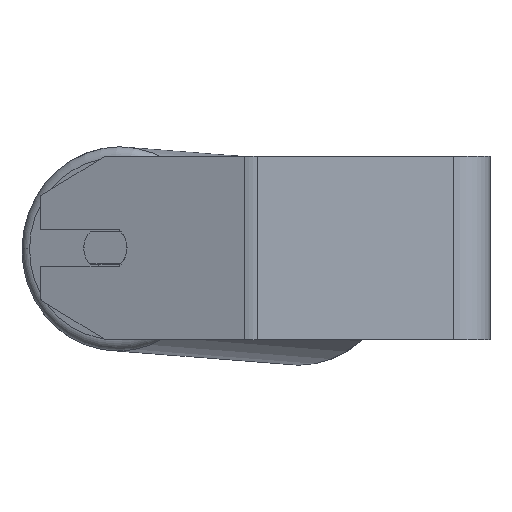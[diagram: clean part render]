
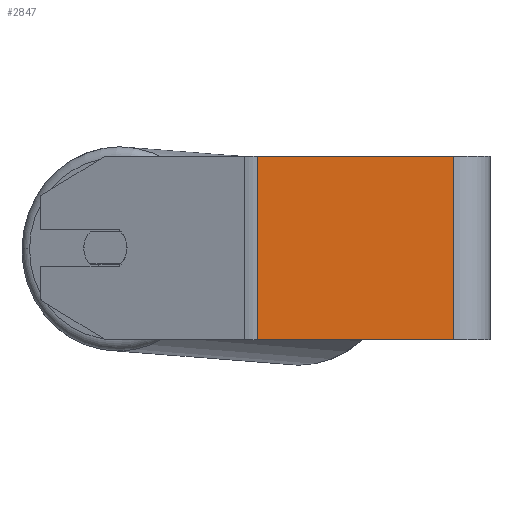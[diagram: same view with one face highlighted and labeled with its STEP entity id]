
A CAD part, left-side view. The second image highlights one B-rep face of the part: STEP entity #2847.
In plain terms, the highlighted planar face has unit normal (-1, 0, 0).
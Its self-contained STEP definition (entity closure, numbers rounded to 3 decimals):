
#330 = EDGE_CURVE ( 'NONE', #493, #4036, #4873, .T. ) ;
#493 = VERTEX_POINT ( 'NONE', #4056 ) ;
#613 = EDGE_LOOP ( 'NONE', ( #6989, #819, #6170, #6907 ) ) ;
#819 = ORIENTED_EDGE ( 'NONE', *, *, #4451, .F. ) ;
#888 = EDGE_CURVE ( 'NONE', #3198, #5606, #6729, .T. ) ;
#1035 = FACE_OUTER_BOUND ( 'NONE', #613, .T. ) ;
#1560 = DIRECTION ( 'NONE',  ( 0., 0., -1. ) ) ;
#1765 = VECTOR ( 'NONE', #1814, 1000. ) ;
#1771 = CARTESIAN_POINT ( 'NONE',  ( -280., 16., 40. ) ) ;
#1814 = DIRECTION ( 'NONE',  ( 0., 0., -1. ) ) ;
#2202 = VECTOR ( 'NONE', #4905, 1000. ) ;
#2394 = EDGE_CURVE ( 'NONE', #493, #3198, #6157, .T. ) ;
#2528 = CARTESIAN_POINT ( 'NONE',  ( -280., 104.19, -40. ) ) ;
#2847 = ADVANCED_FACE ( 'NONE', ( #1035 ), #5967, .F. ) ;
#3198 = VERTEX_POINT ( 'NONE', #5135 ) ;
#3305 = DIRECTION ( 'NONE',  ( 0., 0., -1. ) ) ;
#3399 = CARTESIAN_POINT ( 'NONE',  ( -280., 104.19, 40. ) ) ;
#3483 = CARTESIAN_POINT ( 'NONE',  ( -280., 101.369, 40. ) ) ;
#4036 = VERTEX_POINT ( 'NONE', #6861 ) ;
#4056 = CARTESIAN_POINT ( 'NONE',  ( -280., 101.369, 40. ) ) ;
#4451 = EDGE_CURVE ( 'NONE', #4036, #5606, #6626, .T. ) ;
#4826 = CARTESIAN_POINT ( 'NONE',  ( -280., 16., -40. ) ) ;
#4832 = CARTESIAN_POINT ( 'NONE',  ( -280., 104.19, 40. ) ) ;
#4873 = LINE ( 'NONE', #3399, #2202 ) ;
#4905 = DIRECTION ( 'NONE',  ( 0., -1., 0. ) ) ;
#5135 = CARTESIAN_POINT ( 'NONE',  ( -280., 101.369, -40. ) ) ;
#5228 = DIRECTION ( 'NONE',  ( 0., -1., 0. ) ) ;
#5508 = VECTOR ( 'NONE', #3305, 1000. ) ;
#5606 = VERTEX_POINT ( 'NONE', #4826 ) ;
#5967 = PLANE ( 'NONE',  #6290 ) ;
#6157 = LINE ( 'NONE', #3483, #1765 ) ;
#6170 = ORIENTED_EDGE ( 'NONE', *, *, #330, .F. ) ;
#6290 = AXIS2_PLACEMENT_3D ( 'NONE', #4832, #6474, #1560 ) ;
#6474 = DIRECTION ( 'NONE',  ( 1., 0., 0. ) ) ;
#6626 = LINE ( 'NONE', #1771, #5508 ) ;
#6729 = LINE ( 'NONE', #2528, #6835 ) ;
#6835 = VECTOR ( 'NONE', #5228, 1000. ) ;
#6861 = CARTESIAN_POINT ( 'NONE',  ( -280., 16., 40. ) ) ;
#6907 = ORIENTED_EDGE ( 'NONE', *, *, #2394, .T. ) ;
#6989 = ORIENTED_EDGE ( 'NONE', *, *, #888, .T. ) ;
